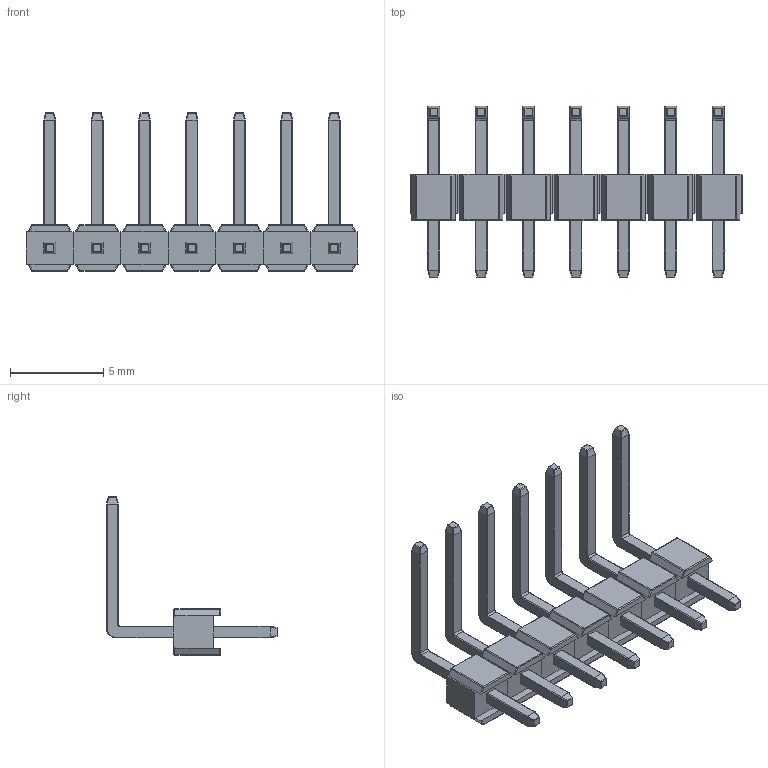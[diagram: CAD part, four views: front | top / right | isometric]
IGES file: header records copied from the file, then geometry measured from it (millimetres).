
Start section: SolidWorks IGES file using analytic representation for surfaces
Global section: file name: PH1RA-07-UA.IGS; native system: SolidWorks 2014; preprocessor: SolidWorks 2014; author: keith_wheeler; date: 190415.155315; units: millimetre
Bounding box: 17.79 x 9.17 x 8.5 mm (x, y, z)
Surface area: 565.5 mm2 (no closed solid volume)
Topology: 0 solids, 0 shells, 826 faces, 4368 edges, 4340 vertices
Faces by surface type: revolution 434, bspline 392
